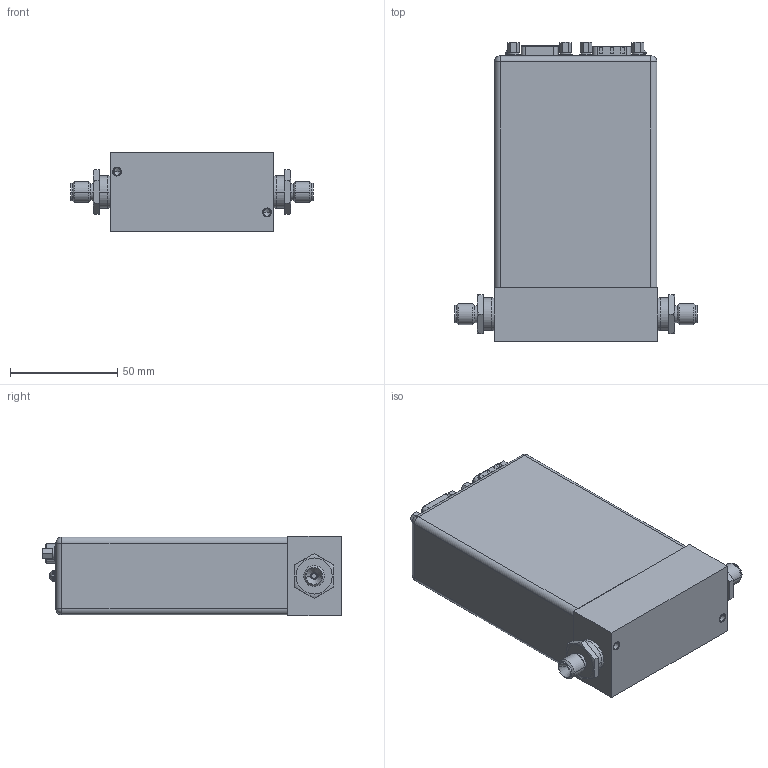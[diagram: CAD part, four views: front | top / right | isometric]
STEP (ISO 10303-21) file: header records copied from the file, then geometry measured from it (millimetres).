
FILE_DESCRIPTION((''),'2;1');
FILE_NAME('PROFIBUS_1-8_TUBE_ASM','2013-10-29T',('cockrofm'),('MKS Instruments, Inc.'),'PRO/ENGINEER BY PARAMETRIC TECHNOLOGY CORPORATION, 2009060','PRO/ENGINEER BY PARAMETRIC TECHNOLOGY CORPORATION, 2009060','');
FILE_SCHEMA(('AUTOMOTIVE_DESIGN { 1 2 10303 214 0 1 1 1 }'));
Length unit declared in the file: inch
Products named in the file (12): 118253_DUMMY_OUTLINE; 1051904_FITTING; 1-8_TUBE_ASM; 1038688_CONN_RJ45; 1041560_BRACKET; 1046371_ENCLOSURE_PROFIBUS; 185-3740; 1016309-003; 1011702-002_4-40_PAN-HD-SEMS; 1032580_CONN-DSUB-9POS-FEM; 171-009-113; PROFIBUS_1-8_TUBE_ASM
Assembly tree (19 placements, depth 3):
  PROFIBUS_1-8_TUBE_ASM
    1-8_TUBE_ASM
      118253_DUMMY_OUTLINE
      1051904_FITTING  x2
    1038688_CONN_RJ45
    1041560_BRACKET
    1046371_ENCLOSURE_PROFIBUS
    185-3740  x4
    1016309-003  x4
    1011702-002_4-40_PAN-HD-SEMS  x2
    1032580_CONN-DSUB-9POS-FEM
    171-009-113
Bounding box: 112.78 x 139.17 x 36.83 mm (x, y, z)
Volume: 104995.6 mm3; surface area: 79166.4 mm2
Topology: 18 solids, 24 shells, 1179 faces, 2744 edges, 1729 vertices
Faces by surface type: plane 498, cylinder 429, torus 76, cone 60, bspline 50, extrusion 48, sphere 18
Entity records: 37140 total; most frequent: CARTESIAN_POINT 7497, DIRECTION 4837, ORIENTED_EDGE 4416, EDGE_CURVE 2220, PRESENTATION_STYLE_ASSIGNMENT 2004, STYLED_ITEM 1879, CURVE_STYLE 1872, AXIS2_PLACEMENT_3D 1826
